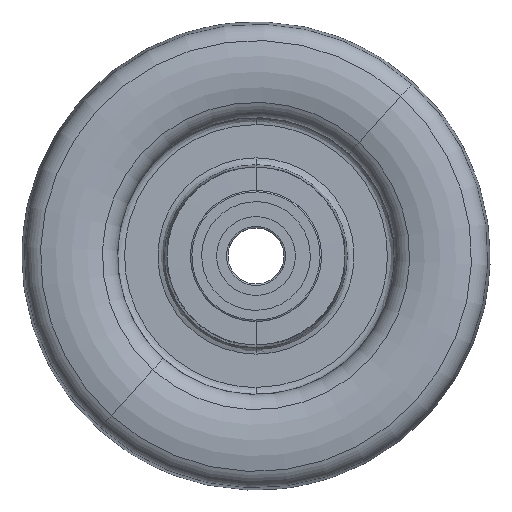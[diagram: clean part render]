
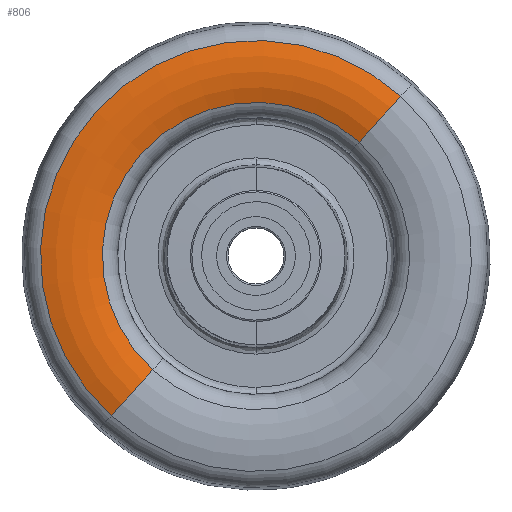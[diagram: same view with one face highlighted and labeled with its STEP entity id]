
A CAD part, left-side view. The second image highlights one B-rep face of the part: STEP entity #806.
In plain terms, the highlighted toroidal (fillet/blend) face has major radius 40 mm and minor radius 20 mm.
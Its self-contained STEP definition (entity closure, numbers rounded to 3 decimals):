
#352 = DIRECTION ( 'NONE',  ( 0., -0.672, 0.741 ) ) ;
#806 = ADVANCED_FACE ( 'NONE', ( #16758 ), #16539, .T. ) ;
#1075 = CARTESIAN_POINT ( 'NONE',  ( -15.672, 0., 0. ) ) ;
#1346 = CARTESIAN_POINT ( 'NONE',  ( 2.99, -26.862, 29.638 ) ) ;
#1479 = CARTESIAN_POINT ( 'NONE',  ( -15.672, 22.034, -24.31 ) ) ;
#1645 = EDGE_CURVE ( 'NONE', #20213, #10693, #13583, .T. ) ;
#2366 = VERTEX_POINT ( 'NONE', #5342 ) ;
#3214 = DIRECTION ( 'NONE',  ( 0., -0.741, -0.672 ) ) ;
#4321 = CARTESIAN_POINT ( 'NONE',  ( -15.672, -22.034, 24.31 ) ) ;
#4804 = VERTEX_POINT ( 'NONE', #4321 ) ;
#5342 = CARTESIAN_POINT ( 'NONE',  ( -16.083, -30.903, 34.096 ) ) ;
#5488 = ORIENTED_EDGE ( 'NONE', *, *, #19088, .F. ) ;
#6101 = DIRECTION ( 'NONE',  ( 0., 0.672, -0.741 ) ) ;
#6670 = ORIENTED_EDGE ( 'NONE', *, *, #17747, .F. ) ;
#6678 = CIRCLE ( 'NONE', #21118, 46.017 ) ;
#8284 = EDGE_CURVE ( 'NONE', #2366, #20213, #6678, .T. ) ;
#8587 = CARTESIAN_POINT ( 'NONE',  ( -16.083, 0., 0. ) ) ;
#8713 = ORIENTED_EDGE ( 'NONE', *, *, #8284, .T. ) ;
#9203 = DIRECTION ( 'NONE',  ( -1., 0., 0. ) ) ;
#9522 = DIRECTION ( 'NONE',  ( 0., 0.741, 0.672 ) ) ;
#9684 = CARTESIAN_POINT ( 'NONE',  ( -16.083, 30.903, -34.096 ) ) ;
#9865 = AXIS2_PLACEMENT_3D ( 'NONE', #1075, #9203, #14401 ) ;
#10693 = VERTEX_POINT ( 'NONE', #1479 ) ;
#11920 = DIRECTION ( 'NONE',  ( -1., 0., 0. ) ) ;
#12848 = CARTESIAN_POINT ( 'NONE',  ( 2.99, 26.862, -29.638 ) ) ;
#13583 = CIRCLE ( 'NONE', #18150, 20. ) ;
#13672 = CIRCLE ( 'NONE', #16144, 20. ) ;
#14401 = DIRECTION ( 'NONE',  ( 0., -0.672, 0.741 ) ) ;
#14470 = CIRCLE ( 'NONE', #9865, 32.81 ) ;
#14805 = AXIS2_PLACEMENT_3D ( 'NONE', #21686, #18516, #352 ) ;
#16144 = AXIS2_PLACEMENT_3D ( 'NONE', #1346, #3214, #6101 ) ;
#16539 = TOROIDAL_SURFACE ( 'NONE', #14805, 40., 20. ) ;
#16758 = FACE_OUTER_BOUND ( 'NONE', #20775, .T. ) ;
#17488 = ORIENTED_EDGE ( 'NONE', *, *, #1645, .T. ) ;
#17747 = EDGE_CURVE ( 'NONE', #4804, #10693, #14470, .T. ) ;
#18150 = AXIS2_PLACEMENT_3D ( 'NONE', #12848, #9522, #19771 ) ;
#18516 = DIRECTION ( 'NONE',  ( -1., 0., 0. ) ) ;
#18971 = DIRECTION ( 'NONE',  ( 0., -0.672, 0.741 ) ) ;
#19088 = EDGE_CURVE ( 'NONE', #2366, #4804, #13672, .T. ) ;
#19771 = DIRECTION ( 'NONE',  ( 0., -0.672, 0.741 ) ) ;
#20213 = VERTEX_POINT ( 'NONE', #9684 ) ;
#20775 = EDGE_LOOP ( 'NONE', ( #8713, #17488, #6670, #5488 ) ) ;
#21118 = AXIS2_PLACEMENT_3D ( 'NONE', #8587, #11920, #18971 ) ;
#21686 = CARTESIAN_POINT ( 'NONE',  ( 2.99, 0., 0. ) ) ;
